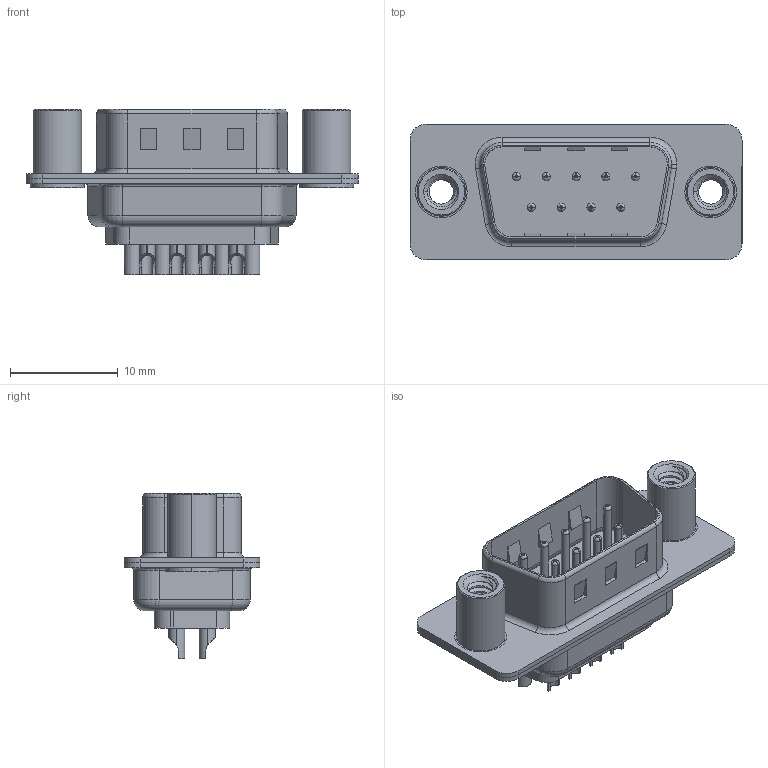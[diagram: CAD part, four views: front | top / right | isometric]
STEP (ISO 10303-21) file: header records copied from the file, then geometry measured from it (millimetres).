
FILE_DESCRIPTION (( 'STEP AP203' ), '1' );
FILE_NAME ('627-009-222-048.STEP', '2020-07-13T23:13:40', ( '' ), ( '' ), 'SwSTEP 2.0', 'SolidWorks 2020', '' );
FILE_SCHEMA (( 'CONFIG_CONTROL_DESIGN' ));
Length unit declared in the file: millimetre
Products named in the file (7): 627 Shell Front_09 Contacts; 627 Housing_09 LP; 627-009-222-048; 627 Contact Row 1_22L; 627 Contact Row 2_22L; 627 Shell Rear_09 Contacts; 627 4-40 Threaded Standoff
Assembly tree (14 placements, depth 2):
  627-009-222-048
    627 Housing_09 LP
    627 Shell Front_09 Contacts
    627 Shell Rear_09 Contacts
    627 Contact Row 1_22L  x5
    627 Contact Row 2_22L  x4
    627 4-40 Threaded Standoff  x2
Bounding box: 30.8 x 12.6 x 15.35 mm (x, y, z)
Volume: 1378.6 mm3; surface area: 4147.5 mm2
Topology: 14 solids, 14 shells, 914 faces, 2325 edges, 1470 vertices
Faces by surface type: cylinder 418, torus 239, plane 235, cone 16, bspline 6
Entity records: 16869 total; most frequent: CARTESIAN_POINT 4312, DIRECTION 2608, ORIENTED_EDGE 2352, EDGE_CURVE 1176, AXIS2_PLACEMENT_3D 1041, VERTEX_POINT 744, CIRCLE 555, EDGE_LOOP 544
